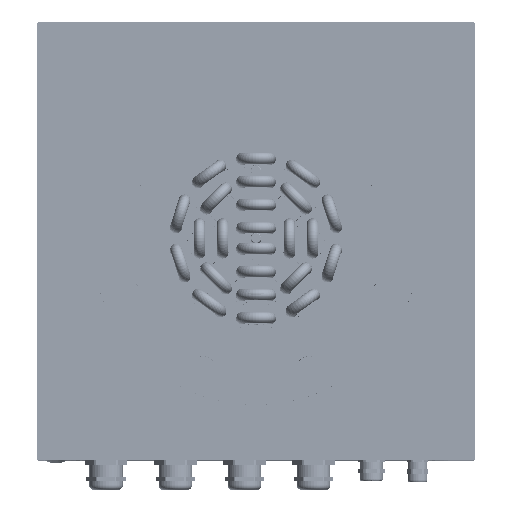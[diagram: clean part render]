
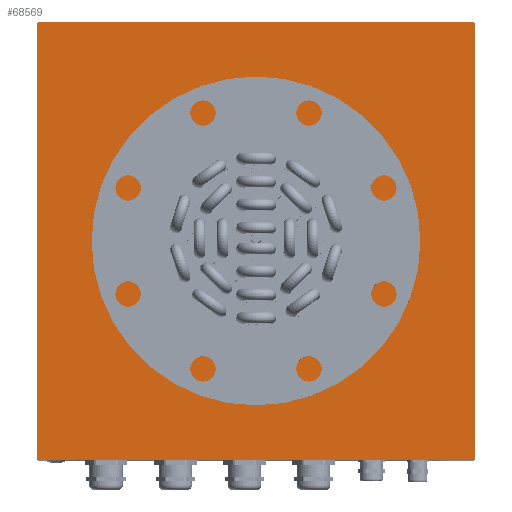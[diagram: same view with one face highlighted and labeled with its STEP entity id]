
A CAD part, top view. The second image highlights one B-rep face of the part: STEP entity #68569.
In plain terms, the highlighted face is planar.
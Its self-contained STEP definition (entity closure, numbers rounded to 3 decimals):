
#59 = VECTOR ( 'NONE', #57711, 1000. ) ;
#402 = CARTESIAN_POINT ( 'NONE',  ( -188., -190., -4. ) ) ;
#496 = DIRECTION ( 'NONE',  ( 1., 0., 0. ) ) ;
#581 = VERTEX_POINT ( 'NONE', #46989 ) ;
#1651 = ORIENTED_EDGE ( 'NONE', *, *, #5086, .F. ) ;
#1901 = CIRCLE ( 'NONE', #26279, 2. ) ;
#3535 = DIRECTION ( 'NONE',  ( 1., 0., 0. ) ) ;
#5086 = EDGE_CURVE ( 'NONE', #37926, #63148, #96170, .T. ) ;
#6444 = DIRECTION ( 'NONE',  ( 1., 0., 0. ) ) ;
#7469 = CARTESIAN_POINT ( 'NONE',  ( 190., 188., -4. ) ) ;
#7492 = CARTESIAN_POINT ( 'NONE',  ( 190., 188., -4. ) ) ;
#7854 = EDGE_CURVE ( 'NONE', #41611, #581, #22029, .T. ) ;
#8554 = VECTOR ( 'NONE', #6444, 1000. ) ;
#10712 = DIRECTION ( 'NONE',  ( -1., 0., 0. ) ) ;
#11223 = EDGE_CURVE ( 'NONE', #82938, #37926, #84593, .T. ) ;
#15488 = DIRECTION ( 'NONE',  ( 1., 0., 0. ) ) ;
#17404 = CARTESIAN_POINT ( 'NONE',  ( -188., -188., -4. ) ) ;
#17966 = EDGE_LOOP ( 'NONE', ( #60349, #1651, #43271, #77767, #43898, #57370, #104810, #54980 ) ) ;
#18192 = CARTESIAN_POINT ( 'NONE',  ( 0., 0., -4. ) ) ;
#18865 = DIRECTION ( 'NONE',  ( 0., 0., 1. ) ) ;
#19399 = CARTESIAN_POINT ( 'NONE',  ( 188., 188., -4. ) ) ;
#21488 = AXIS2_PLACEMENT_3D ( 'NONE', #17404, #51091, #496 ) ;
#22029 = CIRCLE ( 'NONE', #32365, 85.15 ) ;
#22846 = CARTESIAN_POINT ( 'NONE',  ( -190., -188., -4. ) ) ;
#23824 = LINE ( 'NONE', #402, #8554 ) ;
#24177 = DIRECTION ( 'NONE',  ( 0., 0., 1. ) ) ;
#26272 = CARTESIAN_POINT ( 'NONE',  ( 85.15, 0., -4. ) ) ;
#26279 = AXIS2_PLACEMENT_3D ( 'NONE', #77075, #45531, #37870 ) ;
#28000 = DIRECTION ( 'NONE',  ( 0., 0., 1. ) ) ;
#28559 = CIRCLE ( 'NONE', #40632, 2. ) ;
#29348 = DIRECTION ( 'NONE',  ( 0., 0., -1. ) ) ;
#30886 = EDGE_CURVE ( 'NONE', #106335, #47908, #1901, .T. ) ;
#32365 = AXIS2_PLACEMENT_3D ( 'NONE', #78003, #28000, #3535 ) ;
#32685 = CARTESIAN_POINT ( 'NONE',  ( -188., 190., -4. ) ) ;
#33023 = VERTEX_POINT ( 'NONE', #22846 ) ;
#34164 = DIRECTION ( 'NONE',  ( 0., -1., 0. ) ) ;
#36011 = EDGE_CURVE ( 'NONE', #87928, #82938, #23824, .T. ) ;
#36594 = CIRCLE ( 'NONE', #81671, 85.15 ) ;
#36705 = CARTESIAN_POINT ( 'NONE',  ( -188., 190., -4. ) ) ;
#37682 = VECTOR ( 'NONE', #104849, 1000. ) ;
#37870 = DIRECTION ( 'NONE',  ( 1., 0., 0. ) ) ;
#37926 = VERTEX_POINT ( 'NONE', #104005 ) ;
#37969 = EDGE_CURVE ( 'NONE', #106635, #106335, #98515, .T. ) ;
#40632 = AXIS2_PLACEMENT_3D ( 'NONE', #19399, #18865, #10712 ) ;
#41611 = VERTEX_POINT ( 'NONE', #26272 ) ;
#42528 = AXIS2_PLACEMENT_3D ( 'NONE', #70682, #29348, #89110 ) ;
#43135 = DIRECTION ( 'NONE',  ( 0., 0., 1. ) ) ;
#43271 = ORIENTED_EDGE ( 'NONE', *, *, #11223, .F. ) ;
#43898 = ORIENTED_EDGE ( 'NONE', *, *, #55168, .F. ) ;
#44472 = LINE ( 'NONE', #76587, #59318 ) ;
#45531 = DIRECTION ( 'NONE',  ( 0., 0., 1. ) ) ;
#46989 = CARTESIAN_POINT ( 'NONE',  ( -85.15, 0., -4. ) ) ;
#47268 = PLANE ( 'NONE',  #42528 ) ;
#47908 = VERTEX_POINT ( 'NONE', #97624 ) ;
#51091 = DIRECTION ( 'NONE',  ( 0., 0., 1. ) ) ;
#52084 = EDGE_CURVE ( 'NONE', #581, #41611, #36594, .T. ) ;
#53823 = FACE_BOUND ( 'NONE', #64629, .T. ) ;
#54980 = ORIENTED_EDGE ( 'NONE', *, *, #37969, .F. ) ;
#55168 = EDGE_CURVE ( 'NONE', #33023, #87928, #87507, .T. ) ;
#55424 = FACE_OUTER_BOUND ( 'NONE', #17966, .T. ) ;
#56266 = CARTESIAN_POINT ( 'NONE',  ( -188., -190., -4. ) ) ;
#57370 = ORIENTED_EDGE ( 'NONE', *, *, #77959, .F. ) ;
#57711 = DIRECTION ( 'NONE',  ( -1., 0., 0. ) ) ;
#58495 = AXIS2_PLACEMENT_3D ( 'NONE', #65472, #24177, #15488 ) ;
#59318 = VECTOR ( 'NONE', #34164, 1000. ) ;
#60256 = CARTESIAN_POINT ( 'NONE',  ( 188., 190., -4. ) ) ;
#60349 = ORIENTED_EDGE ( 'NONE', *, *, #63438, .F. ) ;
#63148 = VERTEX_POINT ( 'NONE', #7469 ) ;
#63438 = EDGE_CURVE ( 'NONE', #63148, #106635, #28559, .T. ) ;
#64629 = EDGE_LOOP ( 'NONE', ( #101705, #70786 ) ) ;
#65472 = CARTESIAN_POINT ( 'NONE',  ( 188., -188., -4. ) ) ;
#68184 = DIRECTION ( 'NONE',  ( 1., 0., 0. ) ) ;
#68569 = ADVANCED_FACE ( 'NONE', ( #53823, #55424 ), #47268, .T. ) ;
#69880 = CARTESIAN_POINT ( 'NONE',  ( 188., -190., -4. ) ) ;
#70682 = CARTESIAN_POINT ( 'NONE',  ( 188., 188., -4. ) ) ;
#70786 = ORIENTED_EDGE ( 'NONE', *, *, #52084, .T. ) ;
#76587 = CARTESIAN_POINT ( 'NONE',  ( -190., 188., -4. ) ) ;
#77075 = CARTESIAN_POINT ( 'NONE',  ( -188., 188., -4. ) ) ;
#77767 = ORIENTED_EDGE ( 'NONE', *, *, #36011, .F. ) ;
#77959 = EDGE_CURVE ( 'NONE', #47908, #33023, #44472, .T. ) ;
#78003 = CARTESIAN_POINT ( 'NONE',  ( 0., 0., -4. ) ) ;
#81671 = AXIS2_PLACEMENT_3D ( 'NONE', #18192, #43135, #68184 ) ;
#82938 = VERTEX_POINT ( 'NONE', #69880 ) ;
#84593 = CIRCLE ( 'NONE', #58495, 2. ) ;
#87507 = CIRCLE ( 'NONE', #21488, 2. ) ;
#87928 = VERTEX_POINT ( 'NONE', #56266 ) ;
#89110 = DIRECTION ( 'NONE',  ( -1., 0., 0. ) ) ;
#96170 = LINE ( 'NONE', #7492, #37682 ) ;
#97624 = CARTESIAN_POINT ( 'NONE',  ( -190., 188., -4. ) ) ;
#98515 = LINE ( 'NONE', #32685, #59 ) ;
#101705 = ORIENTED_EDGE ( 'NONE', *, *, #7854, .T. ) ;
#104005 = CARTESIAN_POINT ( 'NONE',  ( 190., -188., -4. ) ) ;
#104810 = ORIENTED_EDGE ( 'NONE', *, *, #30886, .F. ) ;
#104849 = DIRECTION ( 'NONE',  ( 0., 1., 0. ) ) ;
#106335 = VERTEX_POINT ( 'NONE', #36705 ) ;
#106635 = VERTEX_POINT ( 'NONE', #60256 ) ;
